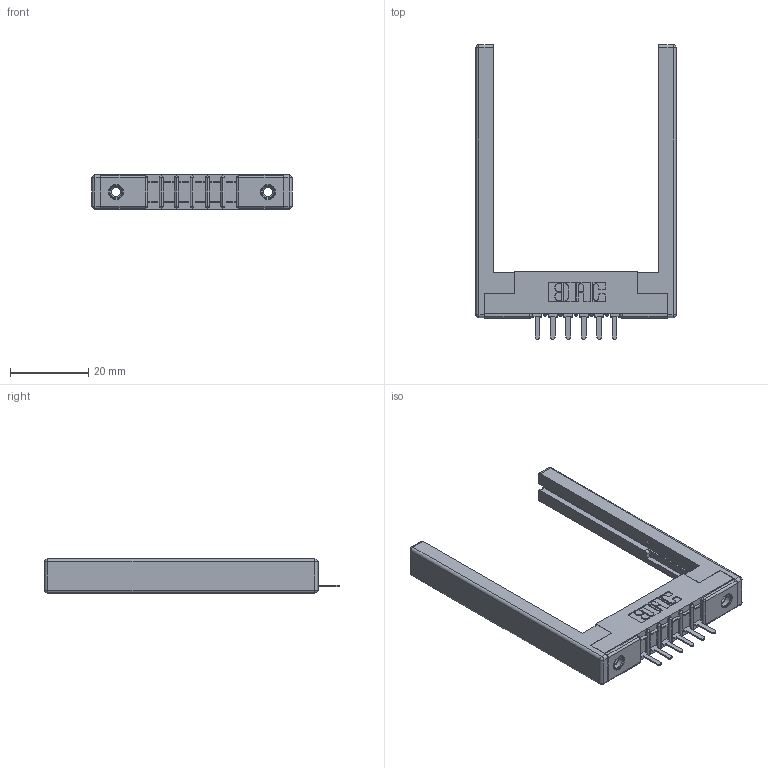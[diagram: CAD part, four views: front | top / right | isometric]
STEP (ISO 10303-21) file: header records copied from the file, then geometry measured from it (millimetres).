
FILE_DESCRIPTION (( 'STEP AP203' ), '1' );
FILE_NAME ('357-006-521-168.STEP', '2019-09-16T17:00:03', ( '' ), ( '' ), 'SwSTEP 2.0', 'SolidWorks 2016', '' );
FILE_SCHEMA (( 'CONFIG_CONTROL_DESIGN' ));
Length unit declared in the file: inch
Products named in the file (5): 307-220-068; 307 Part_.156 Dia Mounting Holes; 357-006-521-168; 307-290-002_521; 345-250-001_345-250-001-102
Assembly tree (11 placements, depth 2):
  357-006-521-168
    307 Part_.156 Dia Mounting Holes
    307-290-002_521  x6
    307-220-068  x2
    345-250-001_345-250-001-102  x2
Bounding box: 51.21 x 75.39 x 8.71 mm (x, y, z)
Volume: 7931.3 mm3; surface area: 9268.5 mm2
Topology: 11 solids, 11 shells, 723 faces, 2105 edges, 1362 vertices
Faces by surface type: plane 428, cylinder 257, sphere 22, cone 12, torus 4
Entity records: 13059 total; most frequent: CARTESIAN_POINT 2161, ORIENTED_EDGE 2140, DIRECTION 2134, EDGE_CURVE 1070, VECTOR 800, LINE 800, VERTEX_POINT 694, AXIS2_PLACEMENT_3D 667
